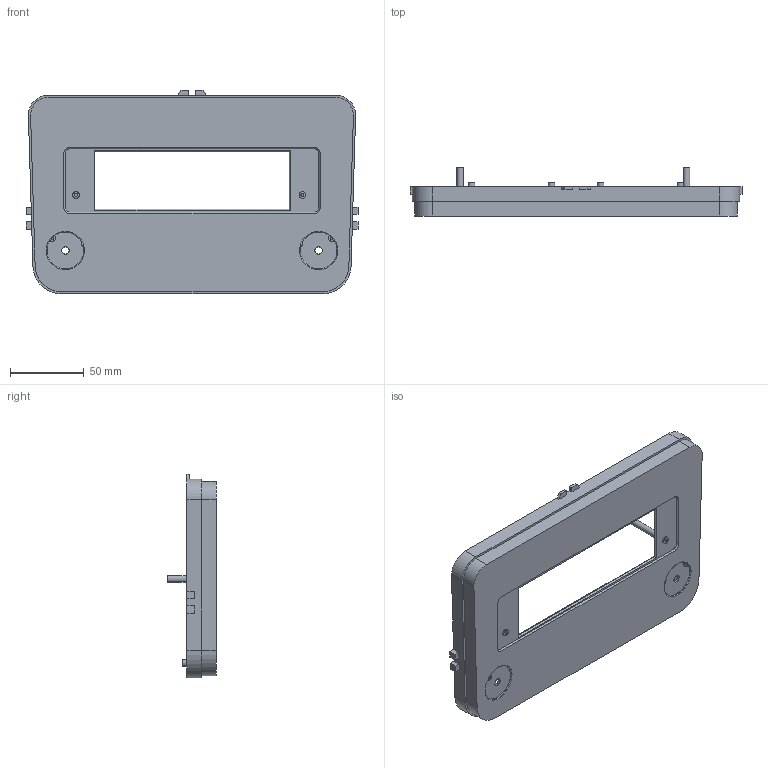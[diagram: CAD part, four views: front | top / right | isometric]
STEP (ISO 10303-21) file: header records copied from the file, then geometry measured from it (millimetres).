
FILE_DESCRIPTION(/* description */ (''),/* implementation_level */ '2;1');
FILE_NAME(/* name */ 'RCD300v1.step',/* time_stamp */ '2023-09-16T15:47:34+01:00',/* author */ (''),/* organization */ (''),/* preprocessor_version */ 'ST-DEVELOPER v20',/* originating_system */ 'Autodesk Translation Framework v12.9.0.99',/* authorisation */ '');
FILE_SCHEMA (('AUTOMOTIVE_DESIGN { 1 0 10303 214 3 1 1 }'));
Length unit declared in the file: millimetre
Products named in the file (3): Car radio; Front; PlasticCover
Assembly tree (2 placements, depth 3):
  Car radio
    Front
      PlasticCover
Bounding box: 225.48 x 33 x 138.5 mm (x, y, z)
Volume: 86913.5 mm3; surface area: 82390 mm2
Topology: 1 solids, 1 shells, 204 faces, 415 edges, 276 vertices
Faces by surface type: plane 110, cylinder 82, torus 8, cone 4
Full cylindrical faces by diameter (mm): 2 x14, 4 x13, 4.5 x14, 5 x2, 6 x13
Entity records: 5612 total; most frequent: CARTESIAN_POINT 1054, DIRECTION 997, ORIENTED_EDGE 830, EDGE_CURVE 415, AXIS2_PLACEMENT_3D 387, VERTEX_POINT 276, EDGE_LOOP 273, LINE 223
